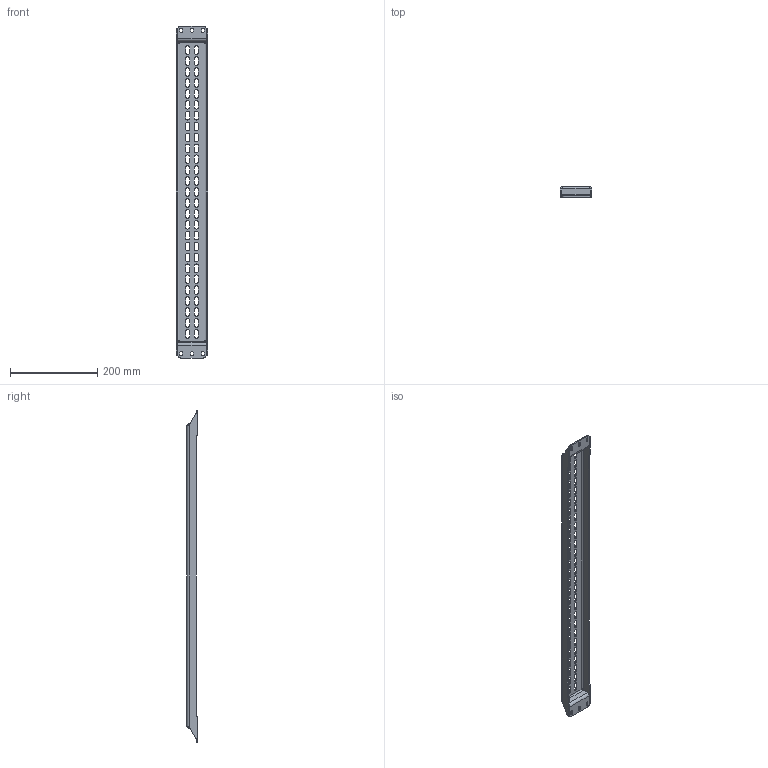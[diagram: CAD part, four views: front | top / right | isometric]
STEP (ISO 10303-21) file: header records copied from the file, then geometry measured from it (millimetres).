
FILE_DESCRIPTION (( 'STEP AP214' ), '1' );
FILE_NAME ('998.580.STEP', '2024-10-01T09:49:01', ( '' ), ( '' ), 'SwSTEP 2.0', 'SolidWorks 2021', '' );
FILE_SCHEMA (( 'AUTOMOTIVE_DESIGN' ));
Length unit declared in the file: millimetre
Products named in the file (1): 998.580
Bounding box: 72 x 25 x 761 mm (x, y, z)
Volume: 217467.7 mm3; surface area: 159747 mm2
Topology: 1 solids, 1 shells, 390 faces, 1116 edges, 728 vertices
Faces by surface type: cylinder 212, plane 162, bspline 16
Entity records: 14402 total; most frequent: CARTESIAN_POINT 3719, ORIENTED_EDGE 2232, DIRECTION 2218, EDGE_CURVE 1116, AXIS2_PLACEMENT_3D 783, VERTEX_POINT 728, VECTOR 652, LINE 652
